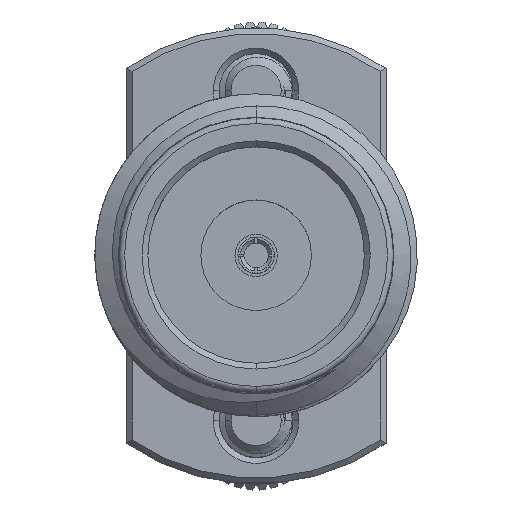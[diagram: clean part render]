
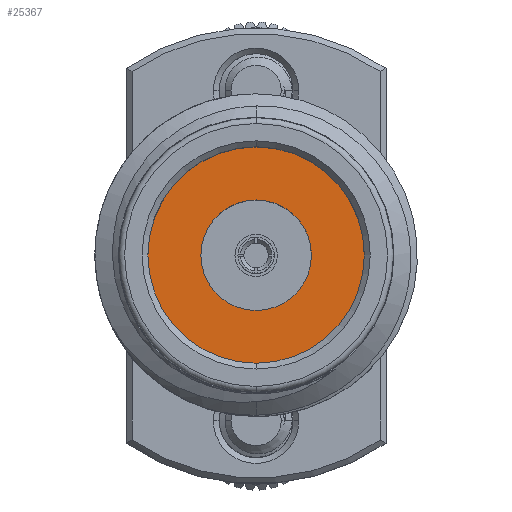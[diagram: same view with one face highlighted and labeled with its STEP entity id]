
A CAD part, top view. The second image highlights one B-rep face of the part: STEP entity #25367.
In plain terms, the highlighted planar face has unit normal (0, 0, 1).
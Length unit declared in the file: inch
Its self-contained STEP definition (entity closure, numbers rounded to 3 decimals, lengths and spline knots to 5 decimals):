
#74 = ORIENTED_EDGE ( 'NONE', *, *, #2755, .F. ) ;
#790 = VERTEX_POINT ( 'NONE', #4230 ) ;
#1006 = VERTEX_POINT ( 'NONE', #26676 ) ;
#1904 = DIRECTION ( 'NONE',  ( 0., 0., 1. ) ) ;
#2069 = DIRECTION ( 'NONE',  ( 0., 0., 1. ) ) ;
#2072 = PLANE ( 'NONE',  #22810 ) ;
#2182 = DIRECTION ( 'NONE',  ( 0., 1., 0. ) ) ;
#2341 = DIRECTION ( 'NONE',  ( 0., 1., 0. ) ) ;
#2755 = EDGE_CURVE ( 'NONE', #24690, #12767, #5754, .T. ) ;
#2923 = FACE_OUTER_BOUND ( 'NONE', #11978, .T. ) ;
#3297 = ORIENTED_EDGE ( 'NONE', *, *, #11604, .T. ) ;
#3881 = CARTESIAN_POINT ( 'NONE',  ( 0., 0., 0.3437 ) ) ;
#4230 = CARTESIAN_POINT ( 'NONE',  ( 0., 0.0925, 0.3437 ) ) ;
#4544 = CIRCLE ( 'NONE', #15658, 0.0925 ) ;
#5595 = CARTESIAN_POINT ( 'NONE',  ( 0., 0., 0.3437 ) ) ;
#5754 = CIRCLE ( 'NONE', #18125, 0.04724 ) ;
#5769 = CARTESIAN_POINT ( 'NONE',  ( 0., -0.04724, 0.3437 ) ) ;
#8356 = CIRCLE ( 'NONE', #16747, 0.0925 ) ;
#11080 = DIRECTION ( 'NONE',  ( 0., 0., 1. ) ) ;
#11604 = EDGE_CURVE ( 'NONE', #1006, #790, #4544, .T. ) ;
#11930 = FACE_BOUND ( 'NONE', #13016, .T. ) ;
#11978 = EDGE_LOOP ( 'NONE', ( #19278, #3297 ) ) ;
#12310 = AXIS2_PLACEMENT_3D ( 'NONE', #23439, #11080, #17659 ) ;
#12767 = VERTEX_POINT ( 'NONE', #5769 ) ;
#12883 = EDGE_CURVE ( 'NONE', #790, #1006, #8356, .T. ) ;
#13016 = EDGE_LOOP ( 'NONE', ( #74, #16960 ) ) ;
#14264 = DIRECTION ( 'NONE',  ( 0., 1., 0. ) ) ;
#15658 = AXIS2_PLACEMENT_3D ( 'NONE', #5595, #25775, #19740 ) ;
#16176 = CARTESIAN_POINT ( 'NONE',  ( 0., 0., 0.3437 ) ) ;
#16282 = DIRECTION ( 'NONE',  ( 0., 0., 1. ) ) ;
#16436 = CARTESIAN_POINT ( 'NONE',  ( 0., 0., 0.3437 ) ) ;
#16636 = CIRCLE ( 'NONE', #12310, 0.04724 ) ;
#16747 = AXIS2_PLACEMENT_3D ( 'NONE', #3881, #16282, #2182 ) ;
#16960 = ORIENTED_EDGE ( 'NONE', *, *, #17253, .F. ) ;
#17253 = EDGE_CURVE ( 'NONE', #12767, #24690, #16636, .T. ) ;
#17659 = DIRECTION ( 'NONE',  ( 0., 1., 0. ) ) ;
#18125 = AXIS2_PLACEMENT_3D ( 'NONE', #16436, #2069, #2341 ) ;
#19278 = ORIENTED_EDGE ( 'NONE', *, *, #12883, .T. ) ;
#19740 = DIRECTION ( 'NONE',  ( 0., 1., 0. ) ) ;
#22776 = CARTESIAN_POINT ( 'NONE',  ( 0., 0.04724, 0.3437 ) ) ;
#22810 = AXIS2_PLACEMENT_3D ( 'NONE', #16176, #1904, #14264 ) ;
#23439 = CARTESIAN_POINT ( 'NONE',  ( 0., 0., 0.3437 ) ) ;
#24690 = VERTEX_POINT ( 'NONE', #22776 ) ;
#25367 = ADVANCED_FACE ( 'NONE', ( #11930, #2923 ), #2072, .T. ) ;
#25775 = DIRECTION ( 'NONE',  ( 0., 0., 1. ) ) ;
#26676 = CARTESIAN_POINT ( 'NONE',  ( 0., -0.0925, 0.3437 ) ) ;
